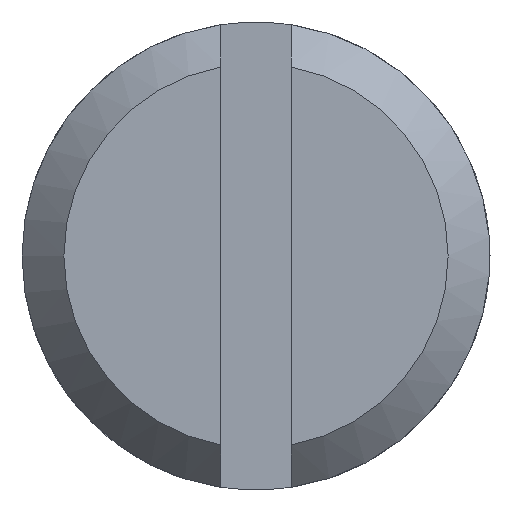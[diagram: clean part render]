
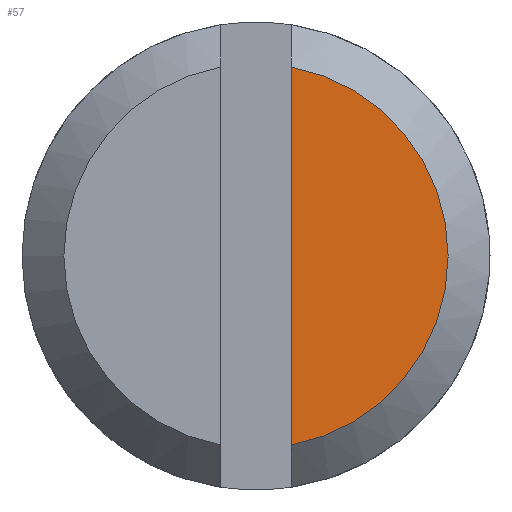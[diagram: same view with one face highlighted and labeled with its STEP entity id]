
A CAD part, left-side view. The second image highlights one B-rep face of the part: STEP entity #57.
In plain terms, the highlighted planar face has unit normal (-1, 0, 0).
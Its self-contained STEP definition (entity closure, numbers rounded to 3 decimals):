
#57 = ADVANCED_FACE( '', ( #114 ), #115, .F. );
#114 = FACE_OUTER_BOUND( '', #166, .T. );
#115 = PLANE( '', #167 );
#166 = EDGE_LOOP( '', ( #259, #260 ) );
#167 = AXIS2_PLACEMENT_3D( '', #261, #262, #263 );
#259 = ORIENTED_EDGE( '', *, *, #294, .F. );
#260 = ORIENTED_EDGE( '', *, *, #299, .F. );
#261 = CARTESIAN_POINT( '', ( 0., 0., 0. ) );
#262 = DIRECTION( '', ( 1., 0., 0. ) );
#263 = DIRECTION( '', ( 0., 1., 0. ) );
#294 = EDGE_CURVE( '', #343, #345, #346, .T. );
#299 = EDGE_CURVE( '', #345, #343, #351, .T. );
#343 = VERTEX_POINT( '', #404 );
#345 = VERTEX_POINT( '', #409 );
#346 = CIRCLE( '', #410, 4.927 );
#351 = LINE( '', #419, #420 );
#404 = CARTESIAN_POINT( '', ( 0., -0.9, 4.844 ) );
#409 = CARTESIAN_POINT( '', ( 0., -0.9, -4.844 ) );
#410 = AXIS2_PLACEMENT_3D( '', #465, #466, #467 );
#419 = CARTESIAN_POINT( '', ( 0., -0.9, -10.5 ) );
#420 = VECTOR( '', #469, 1000. );
#465 = CARTESIAN_POINT( '', ( 0., 0., 0. ) );
#466 = DIRECTION( '', ( 1., 0., 0. ) );
#467 = DIRECTION( '', ( 0., 1., 0. ) );
#469 = DIRECTION( '', ( 0., 0., 1. ) );
